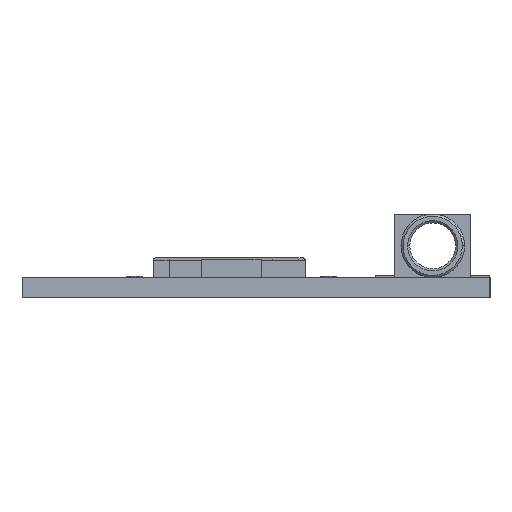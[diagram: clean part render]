
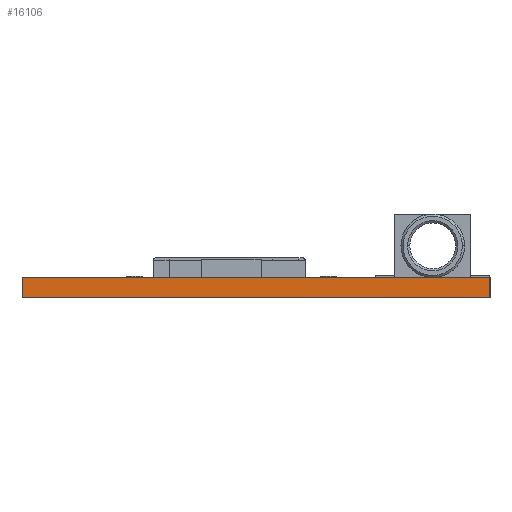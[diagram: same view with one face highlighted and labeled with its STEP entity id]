
A CAD part, left-side view. The second image highlights one B-rep face of the part: STEP entity #16106.
In plain terms, the highlighted planar face has unit normal (-1, 0, 0).
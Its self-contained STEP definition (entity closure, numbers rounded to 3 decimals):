
#16106 = ADVANCED_FACE('',(#16107),#16121,.F.);
#16107 = FACE_BOUND('',#16108,.F.);
#16108 = EDGE_LOOP('',(#16109,#16144,#16172,#16200));
#16109 = ORIENTED_EDGE('',*,*,#16110,.F.);
#16110 = EDGE_CURVE('',#16111,#16113,#16115,.T.);
#16111 = VERTEX_POINT('',#16112);
#16112 = CARTESIAN_POINT('',(0.,0.,0.));
#16113 = VERTEX_POINT('',#16114);
#16114 = CARTESIAN_POINT('',(0.,0.,1.6));
#16115 = SURFACE_CURVE('',#16116,(#16120,#16132),.PCURVE_S1.);
#16116 = LINE('',#16117,#16118);
#16117 = CARTESIAN_POINT('',(0.,0.,0.));
#16118 = VECTOR('',#16119,1.);
#16119 = DIRECTION('',(0.,0.,1.));
#16120 = PCURVE('',#16121,#16126);
#16121 = PLANE('',#16122);
#16122 = AXIS2_PLACEMENT_3D('',#16123,#16124,#16125);
#16123 = CARTESIAN_POINT('',(0.,0.,0.));
#16124 = DIRECTION('',(1.,0.,0.));
#16125 = DIRECTION('',(0.,0.,1.));
#16126 = DEFINITIONAL_REPRESENTATION('',(#16127),#16131);
#16127 = LINE('',#16128,#16129);
#16128 = CARTESIAN_POINT('',(0.,0.));
#16129 = VECTOR('',#16130,1.);
#16130 = DIRECTION('',(1.,0.));
#16131 = ( GEOMETRIC_REPRESENTATION_CONTEXT(2) 
PARAMETRIC_REPRESENTATION_CONTEXT() REPRESENTATION_CONTEXT('2D SPACE',''
  ) );
#16132 = PCURVE('',#16133,#16138);
#16133 = PLANE('',#16134);
#16134 = AXIS2_PLACEMENT_3D('',#16135,#16136,#16137);
#16135 = CARTESIAN_POINT('',(0.,0.,0.));
#16136 = DIRECTION('',(0.,1.,0.));
#16137 = DIRECTION('',(0.,0.,1.));
#16138 = DEFINITIONAL_REPRESENTATION('',(#16139),#16143);
#16139 = LINE('',#16140,#16141);
#16140 = CARTESIAN_POINT('',(0.,0.));
#16141 = VECTOR('',#16142,1.);
#16142 = DIRECTION('',(1.,0.));
#16143 = ( GEOMETRIC_REPRESENTATION_CONTEXT(2) 
PARAMETRIC_REPRESENTATION_CONTEXT() REPRESENTATION_CONTEXT('2D SPACE',''
  ) );
#16144 = ORIENTED_EDGE('',*,*,#16145,.T.);
#16145 = EDGE_CURVE('',#16111,#16146,#16148,.T.);
#16146 = VERTEX_POINT('',#16147);
#16147 = CARTESIAN_POINT('',(0.,36.8,0.));
#16148 = SURFACE_CURVE('',#16149,(#16153,#16160),.PCURVE_S1.);
#16149 = LINE('',#16150,#16151);
#16150 = CARTESIAN_POINT('',(0.,0.,0.));
#16151 = VECTOR('',#16152,1.);
#16152 = DIRECTION('',(0.,1.,0.));
#16153 = PCURVE('',#16121,#16154);
#16154 = DEFINITIONAL_REPRESENTATION('',(#16155),#16159);
#16155 = LINE('',#16156,#16157);
#16156 = CARTESIAN_POINT('',(0.,0.));
#16157 = VECTOR('',#16158,1.);
#16158 = DIRECTION('',(0.,-1.));
#16159 = ( GEOMETRIC_REPRESENTATION_CONTEXT(2) 
PARAMETRIC_REPRESENTATION_CONTEXT() REPRESENTATION_CONTEXT('2D SPACE',''
  ) );
#16160 = PCURVE('',#16161,#16166);
#16161 = PLANE('',#16162);
#16162 = AXIS2_PLACEMENT_3D('',#16163,#16164,#16165);
#16163 = CARTESIAN_POINT('',(0.,0.,0.));
#16164 = DIRECTION('',(0.,0.,1.));
#16165 = DIRECTION('',(1.,0.,0.));
#16166 = DEFINITIONAL_REPRESENTATION('',(#16167),#16171);
#16167 = LINE('',#16168,#16169);
#16168 = CARTESIAN_POINT('',(0.,0.));
#16169 = VECTOR('',#16170,1.);
#16170 = DIRECTION('',(0.,1.));
#16171 = ( GEOMETRIC_REPRESENTATION_CONTEXT(2) 
PARAMETRIC_REPRESENTATION_CONTEXT() REPRESENTATION_CONTEXT('2D SPACE',''
  ) );
#16172 = ORIENTED_EDGE('',*,*,#16173,.T.);
#16173 = EDGE_CURVE('',#16146,#16174,#16176,.T.);
#16174 = VERTEX_POINT('',#16175);
#16175 = CARTESIAN_POINT('',(0.,36.8,1.6));
#16176 = SURFACE_CURVE('',#16177,(#16181,#16188),.PCURVE_S1.);
#16177 = LINE('',#16178,#16179);
#16178 = CARTESIAN_POINT('',(0.,36.8,0.));
#16179 = VECTOR('',#16180,1.);
#16180 = DIRECTION('',(0.,0.,1.));
#16181 = PCURVE('',#16121,#16182);
#16182 = DEFINITIONAL_REPRESENTATION('',(#16183),#16187);
#16183 = LINE('',#16184,#16185);
#16184 = CARTESIAN_POINT('',(0.,-36.8));
#16185 = VECTOR('',#16186,1.);
#16186 = DIRECTION('',(1.,0.));
#16187 = ( GEOMETRIC_REPRESENTATION_CONTEXT(2) 
PARAMETRIC_REPRESENTATION_CONTEXT() REPRESENTATION_CONTEXT('2D SPACE',''
  ) );
#16188 = PCURVE('',#16189,#16194);
#16189 = PLANE('',#16190);
#16190 = AXIS2_PLACEMENT_3D('',#16191,#16192,#16193);
#16191 = CARTESIAN_POINT('',(0.,36.8,0.));
#16192 = DIRECTION('',(0.,1.,0.));
#16193 = DIRECTION('',(0.,0.,1.));
#16194 = DEFINITIONAL_REPRESENTATION('',(#16195),#16199);
#16195 = LINE('',#16196,#16197);
#16196 = CARTESIAN_POINT('',(0.,0.));
#16197 = VECTOR('',#16198,1.);
#16198 = DIRECTION('',(1.,0.));
#16199 = ( GEOMETRIC_REPRESENTATION_CONTEXT(2) 
PARAMETRIC_REPRESENTATION_CONTEXT() REPRESENTATION_CONTEXT('2D SPACE',''
  ) );
#16200 = ORIENTED_EDGE('',*,*,#16201,.F.);
#16201 = EDGE_CURVE('',#16113,#16174,#16202,.T.);
#16202 = SURFACE_CURVE('',#16203,(#16207,#16214),.PCURVE_S1.);
#16203 = LINE('',#16204,#16205);
#16204 = CARTESIAN_POINT('',(0.,0.,1.6));
#16205 = VECTOR('',#16206,1.);
#16206 = DIRECTION('',(0.,1.,0.));
#16207 = PCURVE('',#16121,#16208);
#16208 = DEFINITIONAL_REPRESENTATION('',(#16209),#16213);
#16209 = LINE('',#16210,#16211);
#16210 = CARTESIAN_POINT('',(1.6,0.));
#16211 = VECTOR('',#16212,1.);
#16212 = DIRECTION('',(0.,-1.));
#16213 = ( GEOMETRIC_REPRESENTATION_CONTEXT(2) 
PARAMETRIC_REPRESENTATION_CONTEXT() REPRESENTATION_CONTEXT('2D SPACE',''
  ) );
#16214 = PCURVE('',#16215,#16220);
#16215 = PLANE('',#16216);
#16216 = AXIS2_PLACEMENT_3D('',#16217,#16218,#16219);
#16217 = CARTESIAN_POINT('',(0.,0.,1.6));
#16218 = DIRECTION('',(0.,0.,1.));
#16219 = DIRECTION('',(1.,0.,0.));
#16220 = DEFINITIONAL_REPRESENTATION('',(#16221),#16225);
#16221 = LINE('',#16222,#16223);
#16222 = CARTESIAN_POINT('',(0.,0.));
#16223 = VECTOR('',#16224,1.);
#16224 = DIRECTION('',(0.,1.));
#16225 = ( GEOMETRIC_REPRESENTATION_CONTEXT(2) 
PARAMETRIC_REPRESENTATION_CONTEXT() REPRESENTATION_CONTEXT('2D SPACE',''
  ) );
